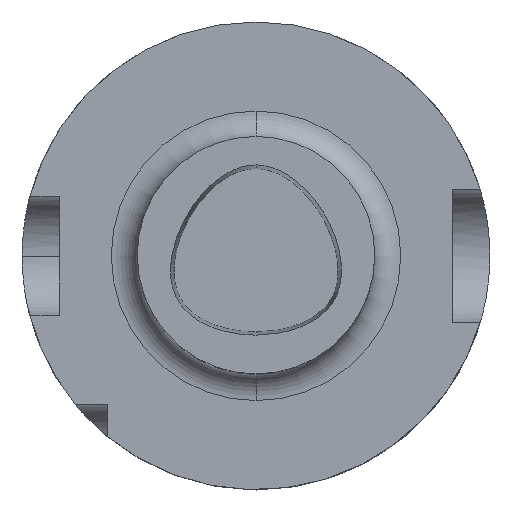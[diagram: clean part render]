
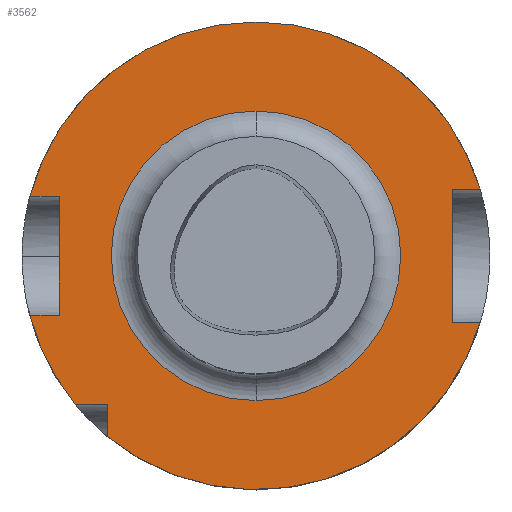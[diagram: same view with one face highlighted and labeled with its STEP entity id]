
A CAD part, top view. The second image highlights one B-rep face of the part: STEP entity #3562.
In plain terms, the highlighted planar face has unit normal (0, 0, 1).
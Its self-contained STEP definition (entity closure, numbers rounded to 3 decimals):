
#2 = VECTOR ( 'NONE', #3067, 1000. ) ;
#32 = ORIENTED_EDGE ( 'NONE', *, *, #1746, .F. ) ;
#76 = AXIS2_PLACEMENT_3D ( 'NONE', #3062, #1109, #417 ) ;
#122 = EDGE_CURVE ( 'NONE', #1213, #615, #1828, .T. ) ;
#149 = DIRECTION ( 'NONE',  ( 0., -1., 0. ) ) ;
#153 = CIRCLE ( 'NONE', #76, 31.5 ) ;
#161 = ORIENTED_EDGE ( 'NONE', *, *, #3699, .T. ) ;
#170 = EDGE_LOOP ( 'NONE', ( #3147, #2050 ) ) ;
#212 = CIRCLE ( 'NONE', #1324, 31.5 ) ;
#283 = ORIENTED_EDGE ( 'NONE', *, *, #3207, .F. ) ;
#317 = CARTESIAN_POINT ( 'NONE',  ( -30.467, -8., 26. ) ) ;
#335 = AXIS2_PLACEMENT_3D ( 'NONE', #3000, #2322, #2020 ) ;
#353 = EDGE_LOOP ( 'NONE', ( #1753, #3087, #1409, #3018, #161, #1189, #3440, #283, #2943, #739, #32, #3502 ) ) ;
#372 = VECTOR ( 'NONE', #1862, 1000. ) ;
#376 = DIRECTION ( 'NONE',  ( 0., 1., 0. ) ) ;
#406 = VERTEX_POINT ( 'NONE', #883 ) ;
#417 = DIRECTION ( 'NONE',  ( 0., 1., 0. ) ) ;
#427 = LINE ( 'NONE', #2023, #2 ) ;
#441 = CARTESIAN_POINT ( 'NONE',  ( -20., -24.336, 26. ) ) ;
#478 = CARTESIAN_POINT ( 'NONE',  ( 0., 0., 26. ) ) ;
#552 = CARTESIAN_POINT ( 'NONE',  ( 0., -19.5, 26. ) ) ;
#615 = VERTEX_POINT ( 'NONE', #1670 ) ;
#630 = EDGE_CURVE ( 'NONE', #3906, #2315, #2347, .T. ) ;
#632 = FACE_BOUND ( 'NONE', #170, .T. ) ;
#657 = DIRECTION ( 'NONE',  ( 0., 0., -1. ) ) ;
#680 = CARTESIAN_POINT ( 'NONE',  ( 30.187, 9., 26. ) ) ;
#684 = VECTOR ( 'NONE', #2605, 1000. ) ;
#722 = EDGE_CURVE ( 'NONE', #406, #1497, #2985, .T. ) ;
#739 = ORIENTED_EDGE ( 'NONE', *, *, #2888, .F. ) ;
#754 = CARTESIAN_POINT ( 'NONE',  ( 26.5, 16., 26. ) ) ;
#879 = CIRCLE ( 'NONE', #1560, 19.5 ) ;
#883 = CARTESIAN_POINT ( 'NONE',  ( -24.336, -20., 26. ) ) ;
#1018 = CARTESIAN_POINT ( 'NONE',  ( -20., 16., 26. ) ) ;
#1109 = DIRECTION ( 'NONE',  ( 0., 0., -1. ) ) ;
#1189 = ORIENTED_EDGE ( 'NONE', *, *, #1466, .T. ) ;
#1206 = LINE ( 'NONE', #2095, #3283 ) ;
#1213 = VERTEX_POINT ( 'NONE', #441 ) ;
#1289 = CARTESIAN_POINT ( 'NONE',  ( 0., 0., 26. ) ) ;
#1302 = VERTEX_POINT ( 'NONE', #552 ) ;
#1316 = VECTOR ( 'NONE', #2987, 1000. ) ;
#1324 = AXIS2_PLACEMENT_3D ( 'NONE', #1289, #657, #1620 ) ;
#1369 = LINE ( 'NONE', #3092, #2678 ) ;
#1409 = ORIENTED_EDGE ( 'NONE', *, *, #4178, .F. ) ;
#1456 = EDGE_CURVE ( 'NONE', #615, #406, #2715, .T. ) ;
#1464 = FACE_OUTER_BOUND ( 'NONE', #353, .T. ) ;
#1466 = EDGE_CURVE ( 'NONE', #3874, #2315, #3582, .T. ) ;
#1497 = VERTEX_POINT ( 'NONE', #317 ) ;
#1527 = CARTESIAN_POINT ( 'NONE',  ( -30.467, 8., 26. ) ) ;
#1560 = AXIS2_PLACEMENT_3D ( 'NONE', #478, #3828, #149 ) ;
#1572 = CARTESIAN_POINT ( 'NONE',  ( 26.5, 9., 26. ) ) ;
#1620 = DIRECTION ( 'NONE',  ( 0., 1., 0. ) ) ;
#1670 = CARTESIAN_POINT ( 'NONE',  ( -20., -20., 26. ) ) ;
#1746 = EDGE_CURVE ( 'NONE', #1497, #3707, #1206, .T. ) ;
#1753 = ORIENTED_EDGE ( 'NONE', *, *, #1456, .F. ) ;
#1826 = VECTOR ( 'NONE', #376, 1000. ) ;
#1828 = LINE ( 'NONE', #1018, #4249 ) ;
#1836 = DIRECTION ( 'NONE',  ( 0., 1., 0. ) ) ;
#1862 = DIRECTION ( 'NONE',  ( -1., 0., 0. ) ) ;
#1905 = VERTEX_POINT ( 'NONE', #3793 ) ;
#1991 = CARTESIAN_POINT ( 'NONE',  ( 0., 0., 26. ) ) ;
#2005 = CARTESIAN_POINT ( 'NONE',  ( -26.5, 8., 26. ) ) ;
#2016 = DIRECTION ( 'NONE',  ( 0., 0., -1. ) ) ;
#2020 = DIRECTION ( 'NONE',  ( 0., -1., 0. ) ) ;
#2023 = CARTESIAN_POINT ( 'NONE',  ( 0., -9., 26. ) ) ;
#2038 = EDGE_CURVE ( 'NONE', #1302, #1905, #879, .T. ) ;
#2046 = CARTESIAN_POINT ( 'NONE',  ( -26.5, -8., 26. ) ) ;
#2050 = ORIENTED_EDGE ( 'NONE', *, *, #3266, .T. ) ;
#2058 = CARTESIAN_POINT ( 'NONE',  ( 30.187, -9., 26. ) ) ;
#2095 = CARTESIAN_POINT ( 'NONE',  ( 0., -8., 26. ) ) ;
#2182 = CARTESIAN_POINT ( 'NONE',  ( 26.5, -9., 26. ) ) ;
#2315 = VERTEX_POINT ( 'NONE', #680 ) ;
#2322 = DIRECTION ( 'NONE',  ( 0., 0., -1. ) ) ;
#2347 = CIRCLE ( 'NONE', #2920, 31.5 ) ;
#2453 = LINE ( 'NONE', #4111, #372 ) ;
#2551 = LINE ( 'NONE', #754, #1826 ) ;
#2605 = DIRECTION ( 'NONE',  ( -1., 0., 0. ) ) ;
#2630 = EDGE_CURVE ( 'NONE', #4155, #3503, #2453, .T. ) ;
#2632 = DIRECTION ( 'NONE',  ( 0., -1., 0. ) ) ;
#2651 = DIRECTION ( 'NONE',  ( 0., 1., 0. ) ) ;
#2654 = CARTESIAN_POINT ( 'NONE',  ( 0., -20., 26. ) ) ;
#2678 = VECTOR ( 'NONE', #4083, 1000. ) ;
#2715 = LINE ( 'NONE', #2654, #684 ) ;
#2828 = AXIS2_PLACEMENT_3D ( 'NONE', #2840, #3782, #1836 ) ;
#2840 = CARTESIAN_POINT ( 'NONE',  ( 0., 0., 26. ) ) ;
#2879 = PLANE ( 'NONE',  #3369 ) ;
#2888 = EDGE_CURVE ( 'NONE', #3707, #4155, #1369, .T. ) ;
#2920 = AXIS2_PLACEMENT_3D ( 'NONE', #1991, #2016, #3662 ) ;
#2943 = ORIENTED_EDGE ( 'NONE', *, *, #2630, .F. ) ;
#2956 = CARTESIAN_POINT ( 'NONE',  ( 0., 9., 26. ) ) ;
#2985 = CIRCLE ( 'NONE', #2828, 31.5 ) ;
#2987 = DIRECTION ( 'NONE',  ( 1., 0., 0. ) ) ;
#3000 = CARTESIAN_POINT ( 'NONE',  ( 0., 0., 26. ) ) ;
#3018 = ORIENTED_EDGE ( 'NONE', *, *, #3587, .T. ) ;
#3062 = CARTESIAN_POINT ( 'NONE',  ( 0., 0., 26. ) ) ;
#3067 = DIRECTION ( 'NONE',  ( -1., 0., 0. ) ) ;
#3087 = ORIENTED_EDGE ( 'NONE', *, *, #122, .F. ) ;
#3092 = CARTESIAN_POINT ( 'NONE',  ( -26.5, 16., 26. ) ) ;
#3147 = ORIENTED_EDGE ( 'NONE', *, *, #2038, .T. ) ;
#3207 = EDGE_CURVE ( 'NONE', #3503, #3906, #212, .T. ) ;
#3212 = CARTESIAN_POINT ( 'NONE',  ( 0., 31.5, 26. ) ) ;
#3266 = EDGE_CURVE ( 'NONE', #1905, #1302, #3888, .T. ) ;
#3283 = VECTOR ( 'NONE', #3403, 1000. ) ;
#3369 = AXIS2_PLACEMENT_3D ( 'NONE', #3571, #4230, #2632 ) ;
#3403 = DIRECTION ( 'NONE',  ( 1., 0., 0. ) ) ;
#3439 = VERTEX_POINT ( 'NONE', #2058 ) ;
#3440 = ORIENTED_EDGE ( 'NONE', *, *, #630, .F. ) ;
#3502 = ORIENTED_EDGE ( 'NONE', *, *, #722, .F. ) ;
#3503 = VERTEX_POINT ( 'NONE', #1527 ) ;
#3562 = ADVANCED_FACE ( 'NONE', ( #632, #1464 ), #2879, .T. ) ;
#3571 = CARTESIAN_POINT ( 'NONE',  ( 0., 16., 26. ) ) ;
#3582 = LINE ( 'NONE', #2956, #1316 ) ;
#3587 = EDGE_CURVE ( 'NONE', #3439, #3966, #427, .T. ) ;
#3662 = DIRECTION ( 'NONE',  ( 0., 1., 0. ) ) ;
#3699 = EDGE_CURVE ( 'NONE', #3966, #3874, #2551, .T. ) ;
#3707 = VERTEX_POINT ( 'NONE', #2046 ) ;
#3782 = DIRECTION ( 'NONE',  ( 0., 0., -1. ) ) ;
#3793 = CARTESIAN_POINT ( 'NONE',  ( 0., 19.5, 26. ) ) ;
#3828 = DIRECTION ( 'NONE',  ( 0., 0., -1. ) ) ;
#3874 = VERTEX_POINT ( 'NONE', #1572 ) ;
#3888 = CIRCLE ( 'NONE', #335, 19.5 ) ;
#3906 = VERTEX_POINT ( 'NONE', #3212 ) ;
#3966 = VERTEX_POINT ( 'NONE', #2182 ) ;
#4083 = DIRECTION ( 'NONE',  ( 0., 1., 0. ) ) ;
#4111 = CARTESIAN_POINT ( 'NONE',  ( 0., 8., 26. ) ) ;
#4155 = VERTEX_POINT ( 'NONE', #2005 ) ;
#4178 = EDGE_CURVE ( 'NONE', #3439, #1213, #153, .T. ) ;
#4230 = DIRECTION ( 'NONE',  ( 0., 0., 1. ) ) ;
#4249 = VECTOR ( 'NONE', #2651, 1000. ) ;
